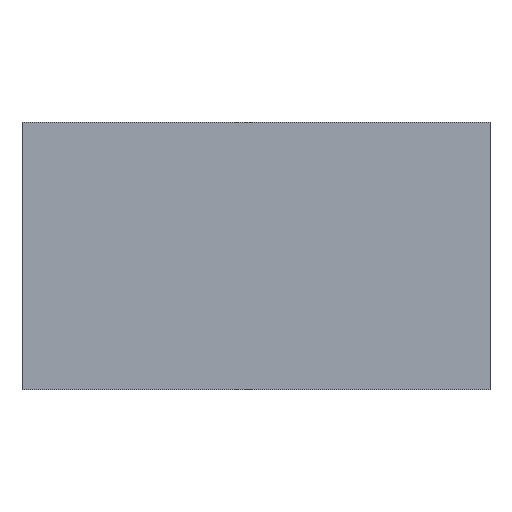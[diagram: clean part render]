
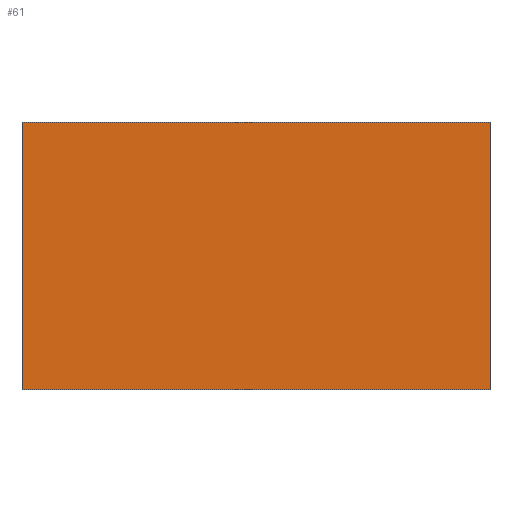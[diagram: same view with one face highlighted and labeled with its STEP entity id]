
A CAD part, front view. The second image highlights one B-rep face of the part: STEP entity #61.
In plain terms, the highlighted planar face has unit normal (0, -1, 0).
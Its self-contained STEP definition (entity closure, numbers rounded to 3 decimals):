
#1 = CARTESIAN_POINT ( 'NONE',  ( -700., 0., -400. ) ) ;
#23 = LINE ( 'NONE', #201, #101 ) ;
#26 = LINE ( 'NONE', #122, #110 ) ;
#35 = VECTOR ( 'NONE', #74, 1000. ) ;
#51 = CARTESIAN_POINT ( 'NONE',  ( 700., 0., -400. ) ) ;
#61 = ADVANCED_FACE ( 'NONE', ( #91 ), #158, .T. ) ;
#66 = VERTEX_POINT ( 'NONE', #51 ) ;
#71 = LINE ( 'NONE', #164, #194 ) ;
#74 = DIRECTION ( 'NONE',  ( 0., 0., -1. ) ) ;
#75 = DIRECTION ( 'NONE',  ( 0., 0., -1. ) ) ;
#77 = VERTEX_POINT ( 'NONE', #1 ) ;
#80 = AXIS2_PLACEMENT_3D ( 'NONE', #113, #126, #172 ) ;
#89 = DIRECTION ( 'NONE',  ( 1., 0., 0. ) ) ;
#91 = FACE_OUTER_BOUND ( 'NONE', #193, .T. ) ;
#92 = DIRECTION ( 'NONE',  ( 1., 0., 0. ) ) ;
#95 = EDGE_CURVE ( 'NONE', #77, #66, #23, .T. ) ;
#101 = VECTOR ( 'NONE', #92, 1000. ) ;
#110 = VECTOR ( 'NONE', #89, 1000. ) ;
#113 = CARTESIAN_POINT ( 'NONE',  ( 0., 0., 0. ) ) ;
#116 = EDGE_CURVE ( 'NONE', #180, #146, #26, .T. ) ;
#121 = CARTESIAN_POINT ( 'NONE',  ( 700., 0., 400. ) ) ;
#122 = CARTESIAN_POINT ( 'NONE',  ( -700., 0., 400. ) ) ;
#126 = DIRECTION ( 'NONE',  ( 0., -1., 0. ) ) ;
#132 = ORIENTED_EDGE ( 'NONE', *, *, #171, .T. ) ;
#134 = ORIENTED_EDGE ( 'NONE', *, *, #95, .T. ) ;
#146 = VERTEX_POINT ( 'NONE', #121 ) ;
#147 = ORIENTED_EDGE ( 'NONE', *, *, #116, .F. ) ;
#158 = PLANE ( 'NONE',  #80 ) ;
#161 = ORIENTED_EDGE ( 'NONE', *, *, #182, .F. ) ;
#164 = CARTESIAN_POINT ( 'NONE',  ( 700., 0., 400. ) ) ;
#171 = EDGE_CURVE ( 'NONE', #180, #77, #192, .T. ) ;
#172 = DIRECTION ( 'NONE',  ( 0., 0., -1. ) ) ;
#179 = CARTESIAN_POINT ( 'NONE',  ( -700., 0., 400. ) ) ;
#180 = VERTEX_POINT ( 'NONE', #179 ) ;
#182 = EDGE_CURVE ( 'NONE', #146, #66, #71, .T. ) ;
#183 = CARTESIAN_POINT ( 'NONE',  ( -700., 0., 400. ) ) ;
#192 = LINE ( 'NONE', #183, #35 ) ;
#193 = EDGE_LOOP ( 'NONE', ( #132, #134, #161, #147 ) ) ;
#194 = VECTOR ( 'NONE', #75, 1000. ) ;
#201 = CARTESIAN_POINT ( 'NONE',  ( -700., 0., -400. ) ) ;
